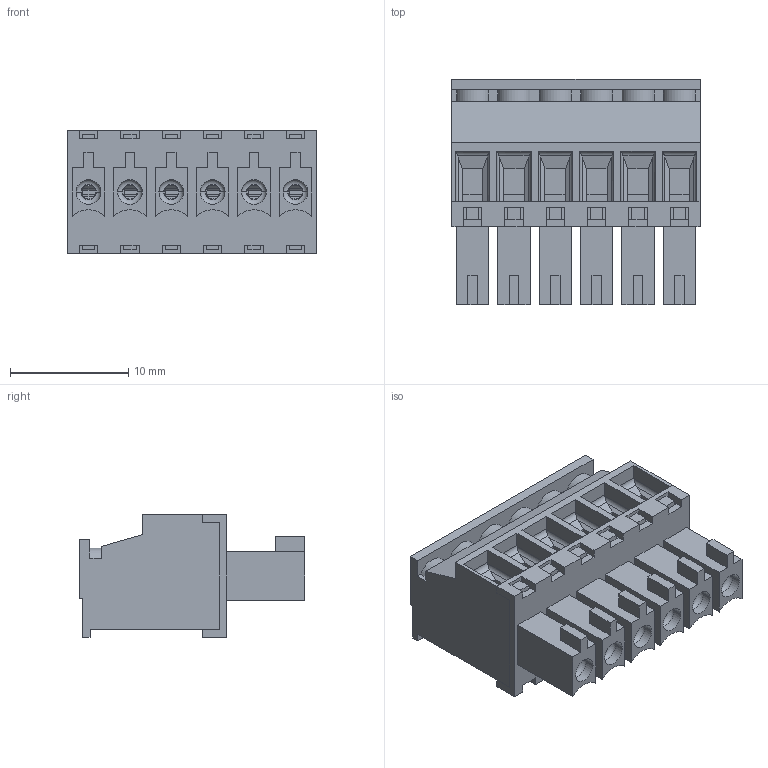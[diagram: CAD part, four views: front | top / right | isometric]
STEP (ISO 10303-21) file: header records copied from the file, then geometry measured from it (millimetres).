
FILE_DESCRIPTION (( 'STEP AP214' ), '1' );
FILE_NAME ('15EDGKA-3.5-06P-14-00AH.STEP', '2017-04-27T23:01:31', ( 'SIG' ), ( '' ), 'SwSTEP 2.0', 'SolidWorks 2014', '' );
FILE_SCHEMA (( 'AUTOMOTIVE_DESIGN' ));
Length unit declared in the file: millimetre
Products named in the file (26): 15EDGKA-3.5_spring; 15EDGKA-3.5_klamper; 15EDGKA-3.5_screw; 15EDGKA-3.5 bot-cap; 15EDGKA-3.5; 15EDGKA-3.5-06P-14-00AH
Assembly tree (20 placements, depth 2):
  15EDGKA-3.5_spring
  15EDGKA-3.5_spring
  15EDGKA-3.5_spring
  15EDGKA-3.5_spring
  15EDGKA-3.5_spring
Bounding box: 21 x 19.1 x 10.4 mm (x, y, z)
Volume: 1676.5 mm3; surface area: 6303.6 mm2
Topology: 20 solids, 20 shells, 1474 faces, 3648 edges, 2214 vertices
Faces by surface type: plane 1186, cylinder 246, torus 30, cone 12
Entity records: 26473 total; most frequent: CARTESIAN_POINT 4691, ORIENTED_EDGE 4546, DIRECTION 4185, EDGE_CURVE 2273, LINE 2011, VECTOR 2011, VERTEX_POINT 1449, AXIS2_PLACEMENT_3D 1087
